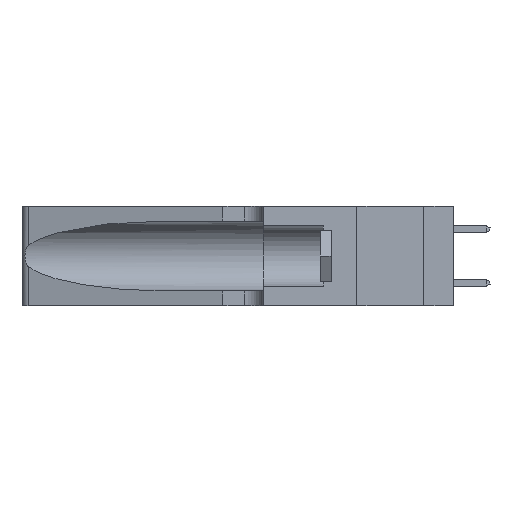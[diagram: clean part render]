
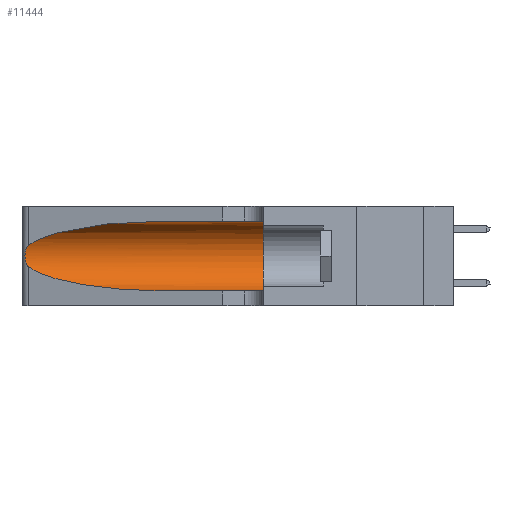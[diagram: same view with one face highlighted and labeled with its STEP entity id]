
A CAD part, left-side view. The second image highlights one B-rep face of the part: STEP entity #11444.
In plain terms, the highlighted cylindrical face has radius 3.308 mm (diameter 6.617 mm), a partial arc.
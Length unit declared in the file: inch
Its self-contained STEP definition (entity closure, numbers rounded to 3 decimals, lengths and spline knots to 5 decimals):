
#93 = CIRCLE ( 'NONE', #16062, 0.13025 ) ;
#476 = CARTESIAN_POINT ( 'NONE',  ( 0.25789, 1.23486, 0.15765 ) ) ;
#611 = CARTESIAN_POINT ( 'NONE',  ( 0.1305, 0.72297, 0.31525 ) ) ;
#1211 = CARTESIAN_POINT ( 'NONE',  ( 0.2373, 1.15595, 0.28018 ) ) ;
#1325 = ORIENTED_EDGE ( 'NONE', *, *, #11591, .T. ) ;
#1670 = DIRECTION ( 'NONE',  ( 0., -1., 0. ) ) ;
#2175 = ORIENTED_EDGE ( 'NONE', *, *, #13672, .T. ) ;
#2252 = CARTESIAN_POINT ( 'NONE',  ( 0.25555, 1.22993, 0.14849 ) ) ;
#3054 = CARTESIAN_POINT ( 'NONE',  ( 0.1305, 0.72297, 0.05475 ) ) ;
#3562 = CARTESIAN_POINT ( 'NONE',  ( 0.25487, 1.22718, 0.14631 ) ) ;
#3714 = CARTESIAN_POINT ( 'NONE',  ( 0.25487, 1.22718, 0.22369 ) ) ;
#3735 = EDGE_CURVE ( 'NONE', #10635, #9791, #11194, .T. ) ;
#4178 = CYLINDRICAL_SURFACE ( 'NONE', #13647, 0.13025 ) ;
#4460 = VERTEX_POINT ( 'NONE', #15622 ) ;
#4921 = CARTESIAN_POINT ( 'NONE',  ( 0.18966, 0.96281, 0.05475 ) ) ;
#5660 = CARTESIAN_POINT ( 'NONE',  ( 0.25787, 1.23484, 0.2124 ) ) ;
#5692 = DIRECTION ( 'NONE',  ( 0., 0., -1. ) ) ;
#6093 = LINE ( 'NONE', #22212, #19204 ) ;
#6290 = ORIENTED_EDGE ( 'NONE', *, *, #14894, .T. ) ;
#6667 = CARTESIAN_POINT ( 'NONE',  ( 0.25487, 1.22718, 0.14631 ) ) ;
#7328 = CARTESIAN_POINT ( 'NONE',  ( 0.25555, 1.22994, 0.2215 ) ) ;
#7398 = CARTESIAN_POINT ( 'NONE',  ( 0.26018, 1.23835, 0.19895 ) ) ;
#7927 = EDGE_CURVE ( 'NONE', #15739, #4460, #93, .T. ) ;
#8375 = CARTESIAN_POINT ( 'NONE',  ( 0.1305, 0.72297, 0.05475 ) ) ;
#9115 = CARTESIAN_POINT ( 'NONE',  ( 0.26075, 1.23896, 0.178 ) ) ;
#9791 = VERTEX_POINT ( 'NONE', #3714 ) ;
#9798 = CARTESIAN_POINT ( 'NONE',  ( 0.1305, 0.72297, 0.31525 ) ) ;
#9822 = DIRECTION ( 'NONE',  ( 0., 1., 0. ) ) ;
#10055 = ORIENTED_EDGE ( 'NONE', *, *, #21603, .F. ) ;
#10635 = VERTEX_POINT ( 'NONE', #611 ) ;
#10785 = CARTESIAN_POINT ( 'NONE',  ( 0.25856, 1.23593, 0.16098 ) ) ;
#11194 =( BOUNDED_CURVE ( )  B_SPLINE_CURVE ( 3, ( #9798, #11506, #1211, #13241 ),
 .UNSPECIFIED., .F., .F. ) 
 B_SPLINE_CURVE_WITH_KNOTS ( ( 4, 4 ),
 ( 1.5708, 2.84003 ),
 .UNSPECIFIED. ) 
 CURVE ( )  GEOMETRIC_REPRESENTATION_ITEM ( )  RATIONAL_B_SPLINE_CURVE ( ( 1., 0.87, 0.87, 1. ) ) 
 REPRESENTATION_ITEM ( '' )  );
#11444 = ADVANCED_FACE ( 'NONE', ( #13285 ), #4178, .F. ) ;
#11506 = CARTESIAN_POINT ( 'NONE',  ( 0.18966, 0.96281, 0.31525 ) ) ;
#11591 = EDGE_CURVE ( 'NONE', #21460, #4460, #19713, .T. ) ;
#12461 = CARTESIAN_POINT ( 'NONE',  ( 0.25487, 1.22718, 0.22369 ) ) ;
#12490 = DIRECTION ( 'NONE',  ( 0., -1., 0. ) ) ;
#12540 = CARTESIAN_POINT ( 'NONE',  ( 0.25639, 1.23186, 0.15144 ) ) ;
#12863 = CARTESIAN_POINT ( 'NONE',  ( 0.1305, 1.61858, 0.05475 ) ) ;
#13241 = CARTESIAN_POINT ( 'NONE',  ( 0.25487, 1.22718, 0.22369 ) ) ;
#13285 = FACE_OUTER_BOUND ( 'NONE', #15226, .T. ) ;
#13647 = AXIS2_PLACEMENT_3D ( 'NONE', #15952, #12490, #5692 ) ;
#13672 = EDGE_CURVE ( 'NONE', #13788, #21460, #19487, .T. ) ;
#13788 = VERTEX_POINT ( 'NONE', #3562 ) ;
#14253 = CARTESIAN_POINT ( 'NONE',  ( 0.25487, 1.22718, 0.14631 ) ) ;
#14585 = DIRECTION ( 'NONE',  ( 0., -1., 0. ) ) ;
#14894 = EDGE_CURVE ( 'NONE', #9791, #13788, #15098, .T. ) ;
#15098 = B_SPLINE_CURVE_WITH_KNOTS ( 'NONE', 3,
 ( #12461, #7328, #15915, #5660, #17638, #7398, #19355, #9115, #21087, #10785, #476, #12540, #2252, #14253 ),
 .UNSPECIFIED., .F., .F.,
 ( 4, 2, 2, 2, 2, 2, 4 ),
 ( 0., 0.00027, 0.00053, 0.00107, 0.0016, 0.00187, 0.00214 ),
 .UNSPECIFIED. ) ;
#15226 = EDGE_LOOP ( 'NONE', ( #21220, #6290, #2175, #1325, #19363, #10055 ) ) ;
#15622 = CARTESIAN_POINT ( 'NONE',  ( 0.1305, 0.35, 0.05475 ) ) ;
#15739 = VERTEX_POINT ( 'NONE', #21352 ) ;
#15915 = CARTESIAN_POINT ( 'NONE',  ( 0.25639, 1.23184, 0.21858 ) ) ;
#15952 = CARTESIAN_POINT ( 'NONE',  ( 0.1305, 1.61858, 0.185 ) ) ;
#16062 = AXIS2_PLACEMENT_3D ( 'NONE', #20086, #9822, #21817 ) ;
#16918 = CARTESIAN_POINT ( 'NONE',  ( 0.2373, 1.15595, 0.08982 ) ) ;
#17638 = CARTESIAN_POINT ( 'NONE',  ( 0.25854, 1.2359, 0.20912 ) ) ;
#19178 = VECTOR ( 'NONE', #14585, 39.37008 ) ;
#19204 = VECTOR ( 'NONE', #1670, 39.37008 ) ;
#19355 = CARTESIAN_POINT ( 'NONE',  ( 0.26075, 1.23896, 0.19203 ) ) ;
#19363 = ORIENTED_EDGE ( 'NONE', *, *, #7927, .F. ) ;
#19487 =( BOUNDED_CURVE ( )  B_SPLINE_CURVE ( 3, ( #6667, #16918, #4921, #8375 ),
 .UNSPECIFIED., .F., .T. ) 
 B_SPLINE_CURVE_WITH_KNOTS ( ( 4, 4 ),
 ( 3.44316, 4.71239 ),
 .UNSPECIFIED. ) 
 CURVE ( )  GEOMETRIC_REPRESENTATION_ITEM ( )  RATIONAL_B_SPLINE_CURVE ( ( 1., 0.87, 0.87, 1. ) ) 
 REPRESENTATION_ITEM ( '' )  );
#19713 = LINE ( 'NONE', #12863, #19178 ) ;
#20086 = CARTESIAN_POINT ( 'NONE',  ( 0.1305, 0.35, 0.185 ) ) ;
#21087 = CARTESIAN_POINT ( 'NONE',  ( 0.26017, 1.23833, 0.17102 ) ) ;
#21220 = ORIENTED_EDGE ( 'NONE', *, *, #3735, .T. ) ;
#21352 = CARTESIAN_POINT ( 'NONE',  ( 0.1305, 0.35, 0.31525 ) ) ;
#21460 = VERTEX_POINT ( 'NONE', #3054 ) ;
#21603 = EDGE_CURVE ( 'NONE', #10635, #15739, #6093, .T. ) ;
#21817 = DIRECTION ( 'NONE',  ( 0., 0., 1. ) ) ;
#22212 = CARTESIAN_POINT ( 'NONE',  ( 0.1305, 1.61858, 0.31525 ) ) ;
